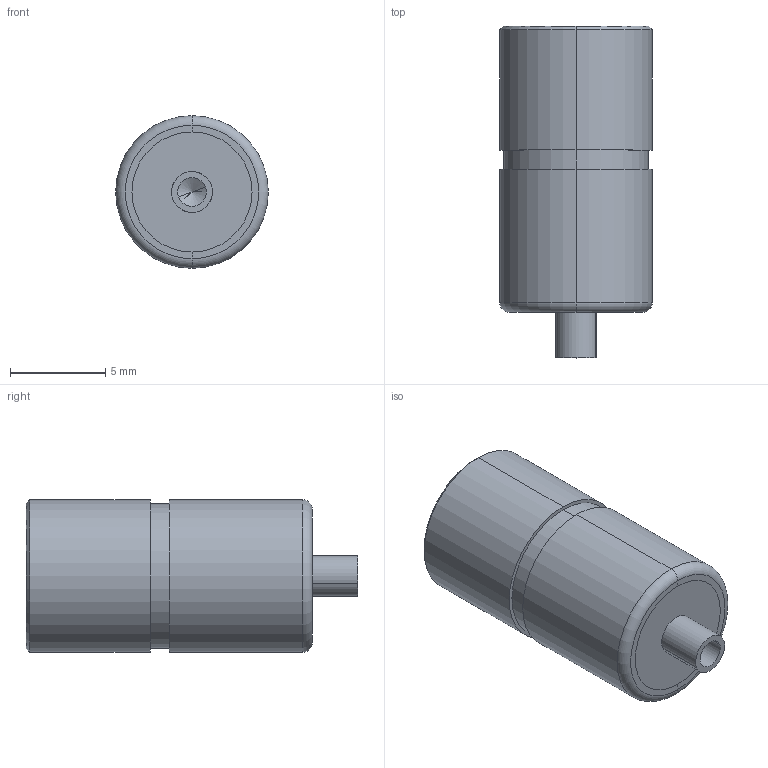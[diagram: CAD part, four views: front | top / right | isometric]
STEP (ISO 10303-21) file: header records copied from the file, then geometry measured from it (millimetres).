
FILE_DESCRIPTION (( 'STEP AP203' ), '1' );
FILE_NAME ('50-00027.step', '2016-09-15T21:35:03', ( '' ), ( '' ), 'SwSTEP 2.0', 'SolidWorks 2015', '' );
FILE_SCHEMA (( 'CONFIG_CONTROL_DESIGN' ));
Length unit declared in the file: millimetre
Products named in the file (5): 50-00027 insulator; 50-00027 pin; 50-00027 contact; 50-00027; 50-00027 shell
Assembly tree (4 placements, depth 2):
  50-00027
    50-00027 shell
    50-00027 insulator
    50-00027 pin
    50-00027 contact
Bounding box: 8 x 17.4 x 8 mm (x, y, z)
Volume: 466.7 mm3; surface area: 1354.3 mm2
Topology: 4 solids, 4 shells, 124 faces, 324 edges, 195 vertices
Faces by surface type: cylinder 56, plane 35, bspline 21, cone 6, torus 6
Entity records: 4900 total; most frequent: CARTESIAN_POINT 1543, ORIENTED_EDGE 644, DIRECTION 542, EDGE_CURVE 322, AXIS2_PLACEMENT_3D 230, VERTEX_POINT 195, EDGE_LOOP 139, FACE_OUTER_BOUND 124
